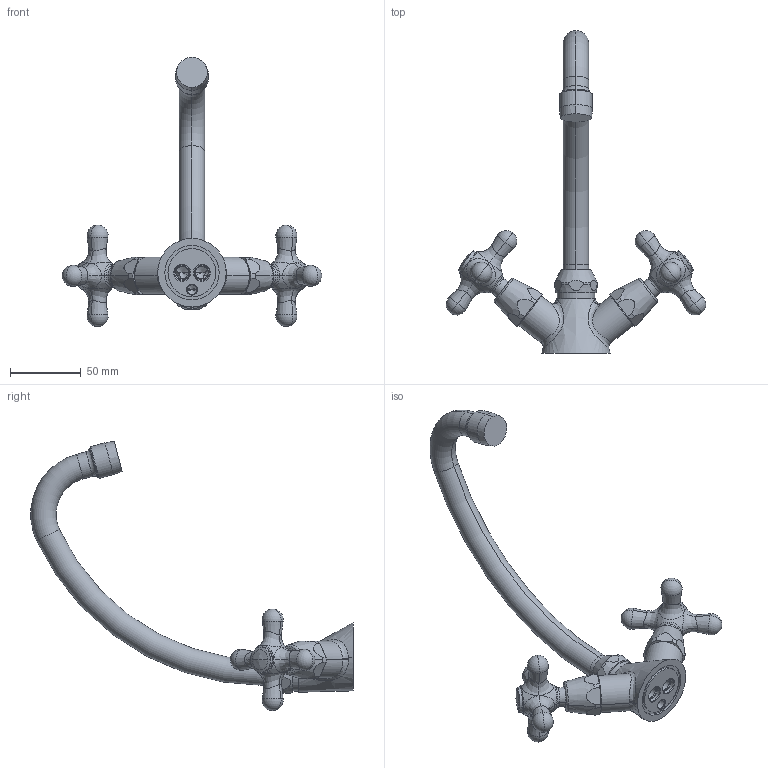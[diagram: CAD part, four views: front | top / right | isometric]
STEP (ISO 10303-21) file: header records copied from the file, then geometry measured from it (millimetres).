
FILE_DESCRIPTION((''),'2;1');
FILE_NAME('IRV078CR','2021-11-10T17:14:00',('ut3'),('PAFFONI SpA'),'CREO PARAMETRIC BY PTC INC, 2020044','CREO PARAMETRIC BY PTC INC, 2020044','');
FILE_SCHEMA(('CONFIG_CONTROL_DESIGN','SHAPE_APPEARANCE_LAYERS_GROUPS'));
Length unit declared in the file: millimetre
Products named in the file (1): IRV078CR
Bounding box: 183.9 x 228.33 x 190.84 mm (x, y, z)
Volume: 188671.5 mm3; surface area: 57798.5 mm2
Topology: 1 solids, 1 shells, 462 faces, 1072 edges, 618 vertices
Faces by surface type: plane 136, cone 110, cylinder 98, torus 54, bspline 48, sphere 16
Entity records: 21201 total; most frequent: CARTESIAN_POINT 7874, DIRECTION 2120, ORIENTED_EDGE 2088, EDGE_CURVE 1044, AXIS2_PLACEMENT_3D 882, VERTEX_POINT 618, EDGE_LOOP 498, CIRCLE 468
